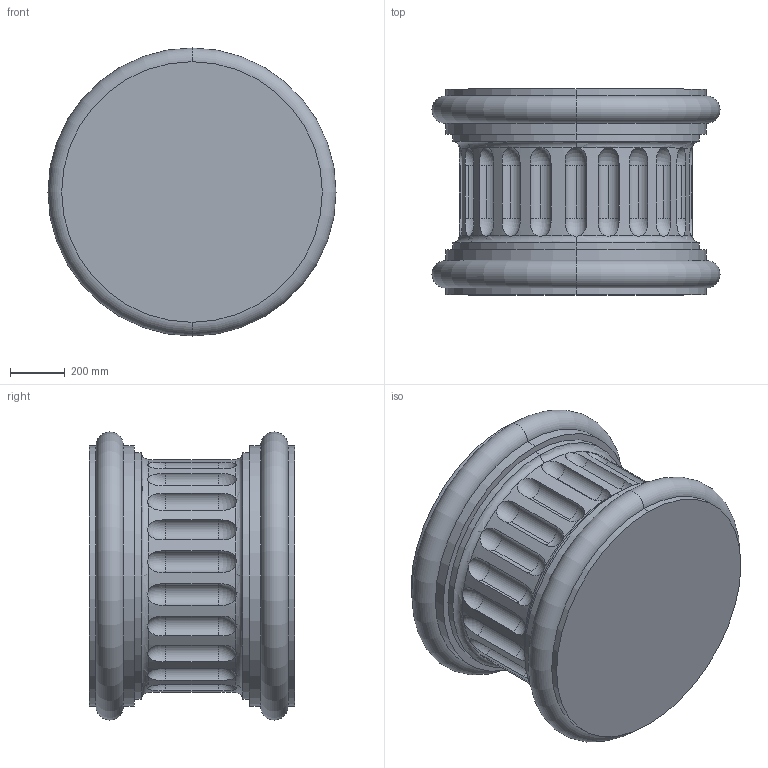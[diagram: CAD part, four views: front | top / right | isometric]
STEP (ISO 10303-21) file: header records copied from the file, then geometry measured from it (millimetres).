
FILE_DESCRIPTION (( 'STEP AP203' ), '1' );
FILE_NAME ('HAD 105.075.STEP', '2020-06-01T10:04:12', ( 'admin' ), ( '' ), 'SwSTEP 2.0', 'SolidWorks 2019', '' );
FILE_SCHEMA (( 'CONFIG_CONTROL_DESIGN' ));
Length unit declared in the file: millimetre
Products named in the file (1): HAD 105.075
Bounding box: 1050 x 750 x 1050 mm (x, y, z)
Volume: 206321051.7 mm3; surface area: 6022766.5 mm2
Topology: 1 solids, 1 shells, 126 faces, 351 edges, 230 vertices
Faces by surface type: cylinder 69, torus 52, plane 5
Entity records: 7190 total; most frequent: CARTESIAN_POINT 4008, ORIENTED_EDGE 702, DIRECTION 615, EDGE_CURVE 351, AXIS2_PLACEMENT_3D 273, VERTEX_POINT 230, CIRCLE 146, B_SPLINE_CURVE_WITH_KNOTS 136
